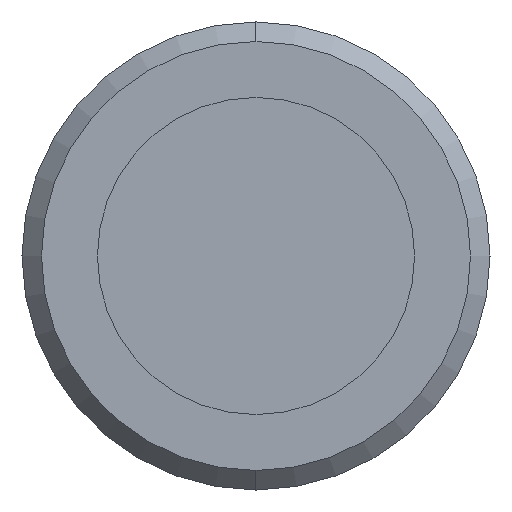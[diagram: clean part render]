
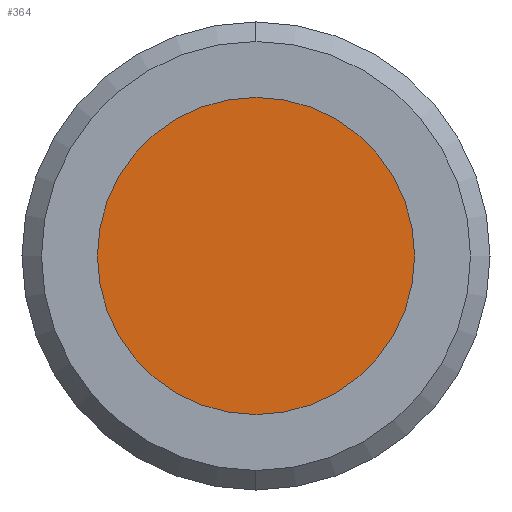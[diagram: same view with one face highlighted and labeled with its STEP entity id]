
A CAD part, left-side view. The second image highlights one B-rep face of the part: STEP entity #364.
In plain terms, the highlighted planar face has unit normal (-1, 0, 0).
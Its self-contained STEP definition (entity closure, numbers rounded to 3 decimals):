
#9 = ORIENTED_EDGE ( 'NONE', *, *, #356, .T. ) ;
#114 = ORIENTED_EDGE ( 'NONE', *, *, #807, .T. ) ;
#125 = PLANE ( 'NONE',  #155 ) ;
#155 = AXIS2_PLACEMENT_3D ( 'NONE', #208, #957, #653 ) ;
#188 = VERTEX_POINT ( 'NONE', #472 ) ;
#208 = CARTESIAN_POINT ( 'NONE',  ( -182., 12.632, 0. ) ) ;
#277 = VERTEX_POINT ( 'NONE', #332 ) ;
#301 = AXIS2_PLACEMENT_3D ( 'NONE', #492, #809, #343 ) ;
#316 = CIRCLE ( 'NONE', #301, 12.2 ) ;
#332 = CARTESIAN_POINT ( 'NONE',  ( -182., 0.432, -12.2 ) ) ;
#343 = DIRECTION ( 'NONE',  ( 0., 0., 1. ) ) ;
#348 = DIRECTION ( 'NONE',  ( -1., 0., 0. ) ) ;
#349 = FACE_OUTER_BOUND ( 'NONE', #769, .T. ) ;
#356 = EDGE_CURVE ( 'NONE', #277, #188, #316, .T. ) ;
#360 = CARTESIAN_POINT ( 'NONE',  ( -182., 0.432, 0. ) ) ;
#364 = ADVANCED_FACE ( 'NONE', ( #349 ), #125, .F. ) ;
#472 = CARTESIAN_POINT ( 'NONE',  ( -182., 0.432, 12.2 ) ) ;
#481 = CIRCLE ( 'NONE', #608, 12.2 ) ;
#492 = CARTESIAN_POINT ( 'NONE',  ( -182., 0.432, 0. ) ) ;
#608 = AXIS2_PLACEMENT_3D ( 'NONE', #360, #348, #947 ) ;
#653 = DIRECTION ( 'NONE',  ( 0., 0., -1. ) ) ;
#769 = EDGE_LOOP ( 'NONE', ( #114, #9 ) ) ;
#807 = EDGE_CURVE ( 'NONE', #188, #277, #481, .T. ) ;
#809 = DIRECTION ( 'NONE',  ( -1., 0., 0. ) ) ;
#947 = DIRECTION ( 'NONE',  ( 0., 0., 1. ) ) ;
#957 = DIRECTION ( 'NONE',  ( 1., 0., 0. ) ) ;
